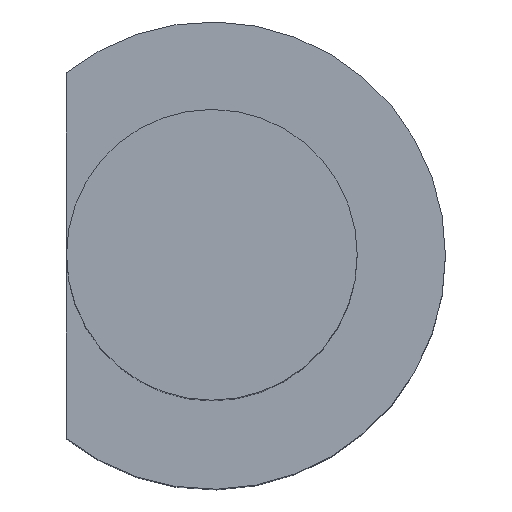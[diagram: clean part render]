
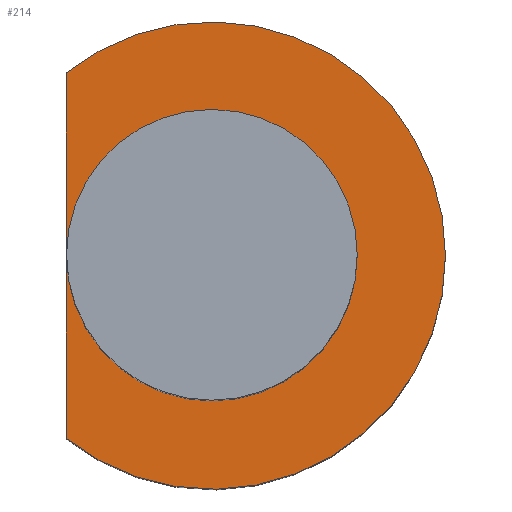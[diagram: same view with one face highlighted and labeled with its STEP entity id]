
A CAD part, top view. The second image highlights one B-rep face of the part: STEP entity #214.
In plain terms, the highlighted planar face has unit normal (0, 0, 1).
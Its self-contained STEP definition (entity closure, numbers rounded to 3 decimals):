
#1 = CARTESIAN_POINT ( 'NONE',  ( 0., 0., -9. ) ) ;
#4 = VERTEX_POINT ( 'NONE', #88 ) ;
#13 = ORIENTED_EDGE ( 'NONE', *, *, #91, .F. ) ;
#34 = DIRECTION ( 'NONE',  ( 0., -1., 0. ) ) ;
#38 = DIRECTION ( 'NONE',  ( 1., 0., 0. ) ) ;
#45 = VERTEX_POINT ( 'NONE', #144 ) ;
#47 = DIRECTION ( 'NONE',  ( -1., 0., 0. ) ) ;
#53 = CARTESIAN_POINT ( 'NONE',  ( 0., 0., -9. ) ) ;
#55 = CARTESIAN_POINT ( 'NONE',  ( 2.8, 0., -9. ) ) ;
#57 = PLANE ( 'NONE',  #222 ) ;
#58 = LINE ( 'NONE', #220, #289 ) ;
#64 = VECTOR ( 'NONE', #239, 1000. ) ;
#73 = EDGE_CURVE ( 'NONE', #4, #183, #129, .T. ) ;
#76 = FACE_OUTER_BOUND ( 'NONE', #166, .T. ) ;
#79 = CIRCLE ( 'NONE', #255, 2.8 ) ;
#82 = CARTESIAN_POINT ( 'NONE',  ( 0., 0., -9. ) ) ;
#88 = CARTESIAN_POINT ( 'NONE',  ( -2.8, 3.523, -9. ) ) ;
#90 = ORIENTED_EDGE ( 'NONE', *, *, #126, .F. ) ;
#91 = EDGE_CURVE ( 'NONE', #45, #163, #79, .T. ) ;
#94 = ORIENTED_EDGE ( 'NONE', *, *, #179, .T. ) ;
#101 = CARTESIAN_POINT ( 'NONE',  ( -2.8, 0., -9. ) ) ;
#109 = CIRCLE ( 'NONE', #172, 2.8 ) ;
#114 = ORIENTED_EDGE ( 'NONE', *, *, #167, .F. ) ;
#124 = AXIS2_PLACEMENT_3D ( 'NONE', #1, #195, #125 ) ;
#125 = DIRECTION ( 'NONE',  ( -1., 0., 0. ) ) ;
#126 = EDGE_CURVE ( 'NONE', #183, #146, #263, .T. ) ;
#127 = DIRECTION ( 'NONE',  ( 0., 0., -1. ) ) ;
#129 = CIRCLE ( 'NONE', #143, 4.5 ) ;
#133 = EDGE_CURVE ( 'NONE', #4, #45, #170, .T. ) ;
#134 = ORIENTED_EDGE ( 'NONE', *, *, #73, .F. ) ;
#143 = AXIS2_PLACEMENT_3D ( 'NONE', #215, #127, #267 ) ;
#144 = CARTESIAN_POINT ( 'NONE',  ( -2.8, 0., -9. ) ) ;
#146 = VERTEX_POINT ( 'NONE', #221 ) ;
#147 = DIRECTION ( 'NONE',  ( 0., 0., 1. ) ) ;
#153 = CARTESIAN_POINT ( 'NONE',  ( 0., 0., -9. ) ) ;
#163 = VERTEX_POINT ( 'NONE', #55 ) ;
#166 = EDGE_LOOP ( 'NONE', ( #134, #286, #114, #13, #94, #90 ) ) ;
#167 = EDGE_CURVE ( 'NONE', #163, #45, #109, .T. ) ;
#170 = LINE ( 'NONE', #101, #64 ) ;
#172 = AXIS2_PLACEMENT_3D ( 'NONE', #82, #147, #219 ) ;
#179 = EDGE_CURVE ( 'NONE', #45, #146, #58, .T. ) ;
#183 = VERTEX_POINT ( 'NONE', #217 ) ;
#195 = DIRECTION ( 'NONE',  ( 0., 0., -1. ) ) ;
#214 = ADVANCED_FACE ( 'NONE', ( #76 ), #57, .F. ) ;
#215 = CARTESIAN_POINT ( 'NONE',  ( 0., 0., -9. ) ) ;
#217 = CARTESIAN_POINT ( 'NONE',  ( 4.5, 0., -9. ) ) ;
#219 = DIRECTION ( 'NONE',  ( 1., 0., 0. ) ) ;
#220 = CARTESIAN_POINT ( 'NONE',  ( -2.8, 0., -9. ) ) ;
#221 = CARTESIAN_POINT ( 'NONE',  ( -2.8, -3.523, -9. ) ) ;
#222 = AXIS2_PLACEMENT_3D ( 'NONE', #153, #247, #47 ) ;
#239 = DIRECTION ( 'NONE',  ( 0., -1., 0. ) ) ;
#245 = DIRECTION ( 'NONE',  ( 0., 0., 1. ) ) ;
#247 = DIRECTION ( 'NONE',  ( 0., 0., -1. ) ) ;
#255 = AXIS2_PLACEMENT_3D ( 'NONE', #53, #245, #38 ) ;
#263 = CIRCLE ( 'NONE', #124, 4.5 ) ;
#267 = DIRECTION ( 'NONE',  ( -1., 0., 0. ) ) ;
#286 = ORIENTED_EDGE ( 'NONE', *, *, #133, .T. ) ;
#289 = VECTOR ( 'NONE', #34, 1000. ) ;
